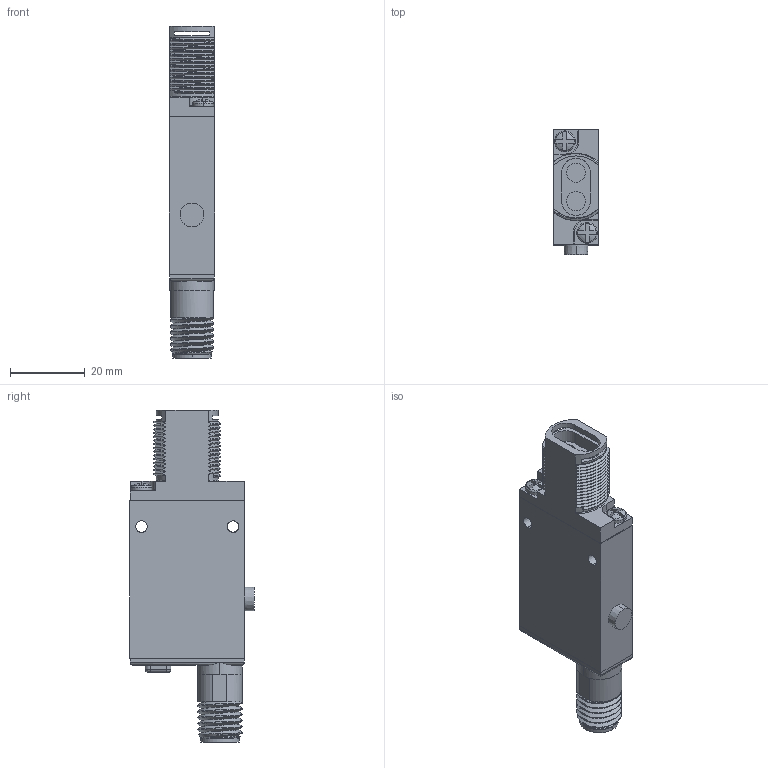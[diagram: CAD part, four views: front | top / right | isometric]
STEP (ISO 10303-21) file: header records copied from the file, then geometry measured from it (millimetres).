
FILE_DESCRIPTION((''),'2;1');
FILE_NAME('154492_SM01_ASM','2025-09-19T15:36:44',('banengservice'),('BANNER ENGINEERING'),'CREO PARAMETRIC BY PTC INC, 2022414','CREO PARAMETRIC BY PTC INC, 2022414','');
FILE_SCHEMA(('CONFIG_CONTROL_DESIGN'));
Length unit declared in the file: millimetre
Products named in the file (2): 154492_EP01; 154492_SM01_ASM
Assembly tree (1 placements, depth 2):
  154492_SM01_ASM
    154492_EP01
Bounding box: 12.04 x 33.32 x 88.61 mm (x, y, z)
Volume: 22447.4 mm3; surface area: 8225.1 mm2
Topology: 1 solids, 1 shells, 435 faces, 1181 edges, 770 vertices
Faces by surface type: plane 184, bspline 116, cylinder 103, cone 12, sphere 12, torus 8
Entity records: 23880 total; most frequent: CARTESIAN_POINT 13692, ORIENTED_EDGE 2354, DIRECTION 1695, EDGE_CURVE 1177, VERTEX_POINT 770, VECTOR 621, LINE 621, AXIS2_PLACEMENT_3D 537
